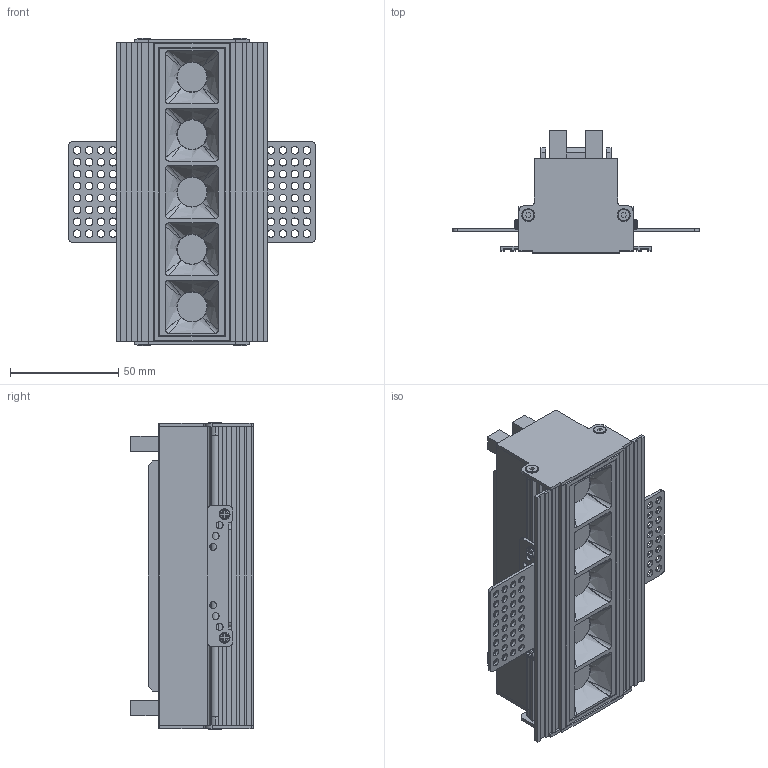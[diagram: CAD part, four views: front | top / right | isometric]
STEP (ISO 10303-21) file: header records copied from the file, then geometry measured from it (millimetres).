
FILE_DESCRIPTION((''),'2;1');
FILE_NAME('010180B05_ASM','2020-04-01T17:11:41',('Administrator'),(''),'CREO PARAMETRIC BY PTC INC, 2019010','CREO PARAMETRIC BY PTC INC, 2019010','');
FILE_SCHEMA(('CONFIG_CONTROL_DESIGN','SHAPE_APPEARANCE_LAYERS_GROUPS'));
Length unit declared in the file: millimetre
Products named in the file (22): ADMI15C80392X1FX_1; ADMI15C80392X1FX_2; ADMI15C80392X1FX_7; ADMI15C80392X1FX_8; ADMI15C80392X1FX_11; ADMI15C80392X1FX_12; ADMI15C80392X1FX_13; ADMI15C80392X1FX_16; ADMI15C80392X1FX_17; ADMI15C80392X1FX_18; ADMI15C80392X1FX_19; ADMI15C80392X1FX_20; ADMI15C80392X1FX_21; ADMI15C80392X1FX_22; ADMI15C80392X1FX_23; ADMI15C80392X1FX_24; ADMI15C80392X1FX_25; ADMI15C80392X1FX_26; ADMI15C80392X1FX_27; ADMI15C80392X1FX_ASM; ADMI0ABC9CC7V7HT_7; 010180B05_ASM
Assembly tree (21 placements, depth 3):
  010180B05_ASM
    ADMI15C80392X1FX_ASM
      ADMI15C80392X1FX_1
      ADMI15C80392X1FX_2
      ADMI15C80392X1FX_7
      ADMI15C80392X1FX_8
      ADMI15C80392X1FX_11
      ADMI15C80392X1FX_12
      ADMI15C80392X1FX_13
      ADMI15C80392X1FX_16
      ADMI15C80392X1FX_17
      ADMI15C80392X1FX_18
      ADMI15C80392X1FX_19
      ADMI15C80392X1FX_20
      ADMI15C80392X1FX_21
      ADMI15C80392X1FX_22
      ADMI15C80392X1FX_23
      ADMI15C80392X1FX_24
      ADMI15C80392X1FX_25
      ADMI15C80392X1FX_26
      ADMI15C80392X1FX_27
    ADMI0ABC9CC7V7HT_7
Bounding box: 113.7 x 56.5 x 142 mm (x, y, z)
Volume: 212806 mm3; surface area: 129128.3 mm2
Topology: 20 solids, 20 shells, 938 faces, 2561 edges, 1664 vertices
Faces by surface type: plane 486, cylinder 286, torus 64, cone 62, bspline 40
Entity records: 40665 total; most frequent: CARTESIAN_POINT 7890, DIRECTION 5157, ORIENTED_EDGE 5082, EDGE_CURVE 2541, PRESENTATION_STYLE_ASSIGNMENT 2414, STYLED_ITEM 2297, CURVE_STYLE 2278, AXIS2_PLACEMENT_3D 1812
